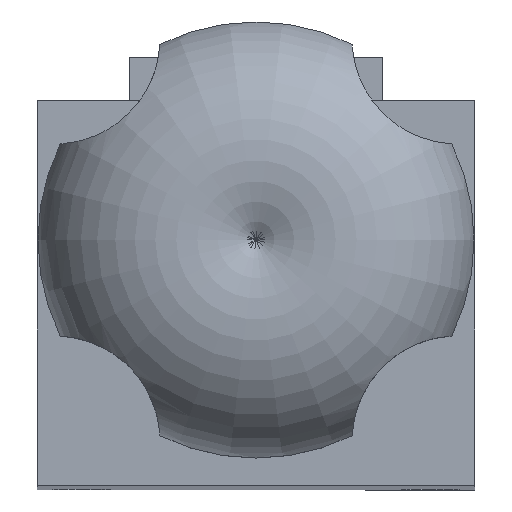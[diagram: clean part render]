
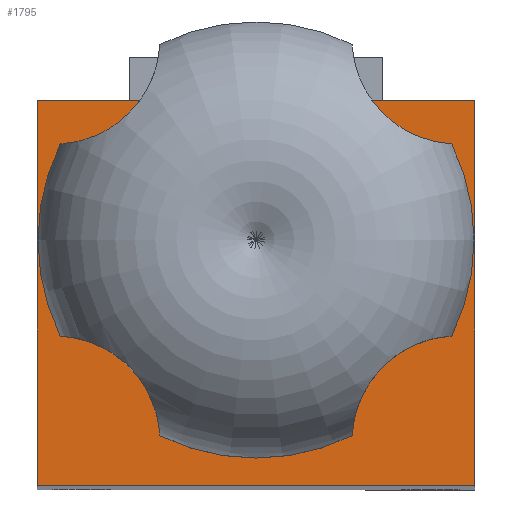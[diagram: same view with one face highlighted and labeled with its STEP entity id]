
A CAD part, top view. The second image highlights one B-rep face of the part: STEP entity #1795.
In plain terms, the highlighted planar face has unit normal (0, 0, 1).
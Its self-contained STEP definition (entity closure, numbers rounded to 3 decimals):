
#36 = VECTOR ( 'NONE', #2516, 1000. ) ;
#82 = LINE ( 'NONE', #1593, #3431 ) ;
#101 = LINE ( 'NONE', #1581, #36 ) ;
#115 = EDGE_LOOP ( 'NONE', ( #2018, #1035, #3698, #3832 ) ) ;
#248 = EDGE_CURVE ( 'NONE', #851, #2513, #101, .T. ) ;
#315 = EDGE_CURVE ( 'NONE', #2450, #457, #82, .T. ) ;
#344 = EDGE_CURVE ( 'NONE', #2510, #2510, #3298, .T. ) ;
#353 = CARTESIAN_POINT ( 'NONE',  ( -25., 44., 155. ) ) ;
#457 = VERTEX_POINT ( 'NONE', #3099 ) ;
#499 = VECTOR ( 'NONE', #3521, 1000. ) ;
#660 = DIRECTION ( 'NONE',  ( 1., 0., 0. ) ) ;
#761 = CARTESIAN_POINT ( 'NONE',  ( 25., 0., 155. ) ) ;
#851 = VERTEX_POINT ( 'NONE', #1066 ) ;
#1017 = DIRECTION ( 'NONE',  ( 0., 0., 1. ) ) ;
#1035 = ORIENTED_EDGE ( 'NONE', *, *, #2421, .T. ) ;
#1066 = CARTESIAN_POINT ( 'NONE',  ( -25., 0., 155. ) ) ;
#1313 = DIRECTION ( 'NONE',  ( -1., 0., 0. ) ) ;
#1557 = CARTESIAN_POINT ( 'NONE',  ( 9.5, 28., 155. ) ) ;
#1581 = CARTESIAN_POINT ( 'NONE',  ( -25., 0., 155. ) ) ;
#1593 = CARTESIAN_POINT ( 'NONE',  ( 25., 44., 155. ) ) ;
#1618 = PLANE ( 'NONE',  #3502 ) ;
#1638 = CARTESIAN_POINT ( 'NONE',  ( 25., 44., 155. ) ) ;
#1672 = VECTOR ( 'NONE', #2487, 1000. ) ;
#1795 = ADVANCED_FACE ( 'NONE', ( #1982, #2272 ), #1618, .T. ) ;
#1801 = ORIENTED_EDGE ( 'NONE', *, *, #344, .F. ) ;
#1836 = CARTESIAN_POINT ( 'NONE',  ( 25., 0., 155. ) ) ;
#1949 = DIRECTION ( 'NONE',  ( 1., 0., 0. ) ) ;
#1982 = FACE_BOUND ( 'NONE', #3059, .T. ) ;
#2018 = ORIENTED_EDGE ( 'NONE', *, *, #315, .T. ) ;
#2090 = LINE ( 'NONE', #1836, #1672 ) ;
#2249 = CARTESIAN_POINT ( 'NONE',  ( 0., 28., 155. ) ) ;
#2272 = FACE_OUTER_BOUND ( 'NONE', #115, .T. ) ;
#2421 = EDGE_CURVE ( 'NONE', #457, #851, #2596, .T. ) ;
#2450 = VERTEX_POINT ( 'NONE', #1638 ) ;
#2487 = DIRECTION ( 'NONE',  ( 0., 1., 0. ) ) ;
#2510 = VERTEX_POINT ( 'NONE', #1557 ) ;
#2513 = VERTEX_POINT ( 'NONE', #761 ) ;
#2516 = DIRECTION ( 'NONE',  ( 1., 0., 0. ) ) ;
#2596 = LINE ( 'NONE', #353, #499 ) ;
#2637 = AXIS2_PLACEMENT_3D ( 'NONE', #2249, #1017, #1949 ) ;
#2883 = EDGE_CURVE ( 'NONE', #2513, #2450, #2090, .T. ) ;
#3059 = EDGE_LOOP ( 'NONE', ( #1801 ) ) ;
#3099 = CARTESIAN_POINT ( 'NONE',  ( -25., 44., 155. ) ) ;
#3208 = CARTESIAN_POINT ( 'NONE',  ( 0., 0., 155. ) ) ;
#3298 = CIRCLE ( 'NONE', #2637, 9.5 ) ;
#3431 = VECTOR ( 'NONE', #1313, 1000. ) ;
#3460 = DIRECTION ( 'NONE',  ( 0., 0., 1. ) ) ;
#3502 = AXIS2_PLACEMENT_3D ( 'NONE', #3208, #3460, #660 ) ;
#3521 = DIRECTION ( 'NONE',  ( 0., -1., 0. ) ) ;
#3698 = ORIENTED_EDGE ( 'NONE', *, *, #248, .T. ) ;
#3832 = ORIENTED_EDGE ( 'NONE', *, *, #2883, .T. ) ;
